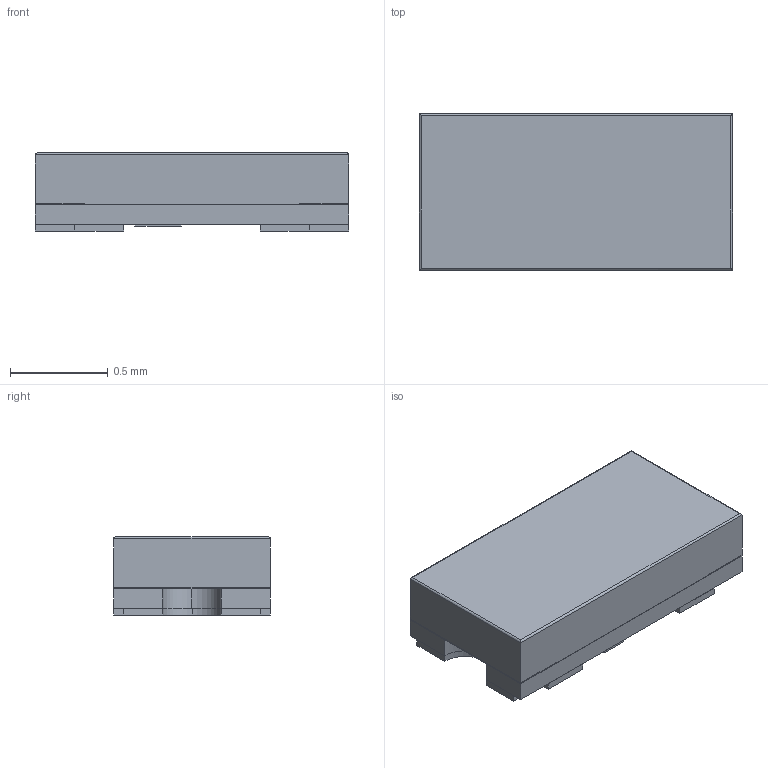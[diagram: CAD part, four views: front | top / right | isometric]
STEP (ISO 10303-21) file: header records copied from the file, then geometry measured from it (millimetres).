
FILE_DESCRIPTION (( 'STEP AP214' ), '1' );
FILE_NAME ('LED0603-R-RD_WHITE-1.STEP', '2022-04-29T07:26:20', ( 'User' ), ( 'Microsoft' ), 'SwSTEP 2.0', 'SolidWorks 2014', '' );
FILE_SCHEMA (( 'AUTOMOTIVE_DESIGN' ));
Length unit declared in the file: millimetre
Products named in the file (1): LED0603-R-RD_WHITE-1
Bounding box: 1.6 x 0.8 x 0.4 mm (x, y, z)
Volume: 0.5 mm3; surface area: 9.3 mm2
Topology: 7 solids, 7 shells, 131 faces, 326 edges, 216 vertices
Faces by surface type: plane 107, bspline 14, cylinder 10
Entity records: 6005 total; most frequent: CARTESIAN_POINT 1484, ORIENTED_EDGE 652, DIRECTION 542, EDGE_CURVE 326, LINE 282, VECTOR 282, VERTEX_POINT 216, EDGE_LOOP 138
